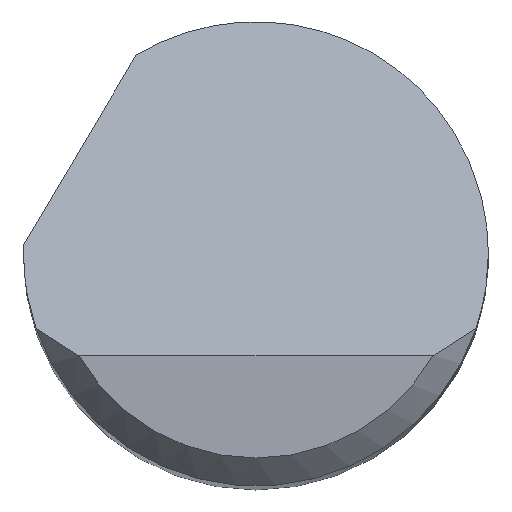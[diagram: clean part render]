
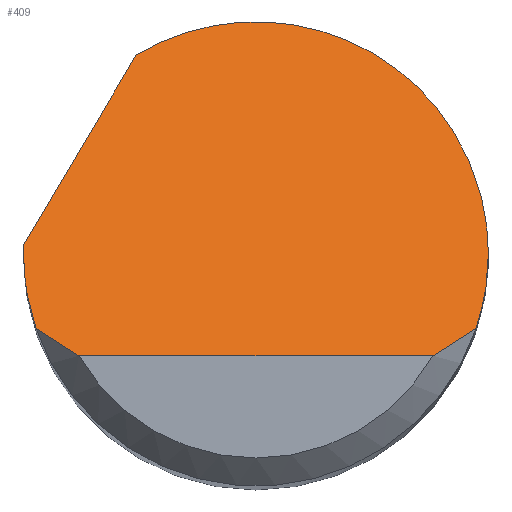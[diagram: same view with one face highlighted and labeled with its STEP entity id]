
A CAD part, top view. The second image highlights one B-rep face of the part: STEP entity #409.
In plain terms, the highlighted planar face has unit normal (0, 0.707, 0.707).
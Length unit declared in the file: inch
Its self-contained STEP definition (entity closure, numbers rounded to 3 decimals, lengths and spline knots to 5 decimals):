
#10 = CARTESIAN_POINT ( 'NONE',  ( -0.125, 0., 1.945 ) ) ;
#31 = CARTESIAN_POINT ( 'NONE',  ( 0., -0.055, 2. ) ) ;
#38 = EDGE_CURVE ( 'NONE', #513, #355, #374, .T. ) ;
#45 = CARTESIAN_POINT ( 'NONE',  ( -0.1249, 0.005, 1.94 ) ) ;
#47 = VERTEX_POINT ( 'NONE', #315 ) ;
#56 = CARTESIAN_POINT ( 'NONE',  ( -0.125, 0., 1.945 ) ) ;
#74 = ORIENTED_EDGE ( 'NONE', *, *, #554, .T. ) ;
#81 = ORIENTED_EDGE ( 'NONE', *, *, #38, .F. ) ;
#93 = VECTOR ( 'NONE', #357, 39.37008 ) ;
#122 = CARTESIAN_POINT ( 'NONE',  ( 0.11843, -0.04, 1.985 ) ) ;
#136 = CARTESIAN_POINT ( 'NONE',  ( 0.11843, -0.04, 1.985 ) ) ;
#138 = CARTESIAN_POINT ( 'NONE',  ( -0.1249, 0.005, 1.94 ) ) ;
#145 = CARTESIAN_POINT ( 'NONE',  ( -0.09526, -0.055, 2. ) ) ;
#151 = EDGE_CURVE ( 'NONE', #360, #762, #663, .T. ) ;
#157 = EDGE_CURVE ( 'NONE', #47, #525, #784, .T. ) ;
#203 = DIRECTION ( 'NONE',  ( 0.386, 0.652, -0.652 ) ) ;
#212 = EDGE_CURVE ( 'NONE', #47, #513, #468, .T. ) ;
#217 = CARTESIAN_POINT ( 'NONE',  ( -0.12279, -0.02708, 1.97208 ) ) ;
#231 = ORIENTED_EDGE ( 'NONE', *, *, #753, .F. ) ;
#240 = CARTESIAN_POINT ( 'NONE',  ( 0.10339, -0.05031, 1.99531 ) ) ;
#256 = CARTESIAN_POINT ( 'NONE',  ( -0.11843, -0.04, 1.985 ) ) ;
#257 = VERTEX_POINT ( 'NONE', #792 ) ;
#260 = CARTESIAN_POINT ( 'NONE',  ( -0.10339, -0.05031, 1.99531 ) ) ;
#282 = CARTESIAN_POINT ( 'NONE',  ( -0.11843, -0.04, 1.985 ) ) ;
#291 = CARTESIAN_POINT ( 'NONE',  ( -0.06437, 0.10715, 1.83785 ) ) ;
#298 = ORIENTED_EDGE ( 'NONE', *, *, #212, .F. ) ;
#306 = EDGE_LOOP ( 'NONE', ( #74, #605, #231, #790, #321, #81, #298, #379 ) ) ;
#315 = CARTESIAN_POINT ( 'NONE',  ( -0.11843, -0.04, 1.985 ) ) ;
#321 = ORIENTED_EDGE ( 'NONE', *, *, #770, .F. ) ;
#325 = CARTESIAN_POINT ( 'NONE',  ( -0.12497, 0.00333, 1.94167 ) ) ;
#355 = VERTEX_POINT ( 'NONE', #45 ) ;
#357 = DIRECTION ( 'NONE',  ( 1., 0., 0. ) ) ;
#360 = VERTEX_POINT ( 'NONE', #291 ) ;
#374 =( BOUNDED_CURVE ( )  B_SPLINE_CURVE ( 3, ( #56, #849, #325, #138 ),
 .UNSPECIFIED., .F., .F. ) 
 B_SPLINE_CURVE_WITH_KNOTS ( ( 4, 4 ),
 ( 4.71239, 4.7524 ),
 .UNSPECIFIED. ) 
 CURVE ( )  GEOMETRIC_REPRESENTATION_ITEM ( )  RATIONAL_B_SPLINE_CURVE ( ( 1., 1., 1., 1. ) ) 
 REPRESENTATION_ITEM ( '' )  );
#379 = ORIENTED_EDGE ( 'NONE', *, *, #157, .T. ) ;
#389 = CARTESIAN_POINT ( 'NONE',  ( -0.09526, -0.055, 2. ) ) ;
#409 = ADVANCED_FACE ( 'NONE', ( #469 ), #834, .F. ) ;
#415 = VECTOR ( 'NONE', #203, 39.37008 ) ;
#417 = AXIS2_PLACEMENT_3D ( 'NONE', #515, #845, #523 ) ;
#433 =( BOUNDED_CURVE ( )  B_SPLINE_CURVE ( 3, ( #786, #600, #735, #136 ),
 .UNSPECIFIED., .F., .F. ) 
 B_SPLINE_CURVE_WITH_KNOTS ( ( 4, 4 ),
 ( 1.5708, 1.89653 ),
 .UNSPECIFIED. ) 
 CURVE ( )  GEOMETRIC_REPRESENTATION_ITEM ( )  RATIONAL_B_SPLINE_CURVE ( ( 1., 0.991, 0.991, 1. ) ) 
 REPRESENTATION_ITEM ( '' )  );
#455 = CARTESIAN_POINT ( 'NONE',  ( 0.0296, 0.1636, 1.7814 ) ) ;
#468 =( BOUNDED_CURVE ( )  B_SPLINE_CURVE ( 3, ( #282, #217, #749, #752 ),
 .UNSPECIFIED., .F., .F. ) 
 B_SPLINE_CURVE_WITH_KNOTS ( ( 4, 4 ),
 ( 4.38666, 4.71239 ),
 .UNSPECIFIED. ) 
 CURVE ( )  GEOMETRIC_REPRESENTATION_ITEM ( )  RATIONAL_B_SPLINE_CURVE ( ( 1., 0.991, 0.991, 1. ) ) 
 REPRESENTATION_ITEM ( '' )  );
#469 = FACE_OUTER_BOUND ( 'NONE', #306, .T. ) ;
#503 = CARTESIAN_POINT ( 'NONE',  ( 0.11843, -0.04, 1.985 ) ) ;
#513 = VERTEX_POINT ( 'NONE', #10 ) ;
#515 = CARTESIAN_POINT ( 'NONE',  ( -0.125, -0.055, 2. ) ) ;
#518 = CARTESIAN_POINT ( 'NONE',  ( 0.11107, -0.04528, 1.99028 ) ) ;
#519 = CARTESIAN_POINT ( 'NONE',  ( 0.125, 0., 1.945 ) ) ;
#523 = DIRECTION ( 'NONE',  ( 0., 0.707, -0.707 ) ) ;
#525 = VERTEX_POINT ( 'NONE', #145 ) ;
#532 = CARTESIAN_POINT ( 'NONE',  ( 0.125, 0., 1.945 ) ) ;
#554 = EDGE_CURVE ( 'NONE', #525, #257, #689, .T. ) ;
#587 = CARTESIAN_POINT ( 'NONE',  ( 0.09526, -0.055, 2. ) ) ;
#600 = CARTESIAN_POINT ( 'NONE',  ( 0.125, -0.01363, 1.95863 ) ) ;
#605 = ORIENTED_EDGE ( 'NONE', *, *, #619, .T. ) ;
#619 = EDGE_CURVE ( 'NONE', #257, #635, #756, .T. ) ;
#635 = VERTEX_POINT ( 'NONE', #503 ) ;
#663 =( BOUNDED_CURVE ( )  B_SPLINE_CURVE ( 3, ( #713, #455, #835, #519 ),
 .UNSPECIFIED., .F., .F. ) 
 B_SPLINE_CURVE_WITH_KNOTS ( ( 4, 4 ),
 ( 5.74227, 7.85398 ),
 .UNSPECIFIED. ) 
 CURVE ( )  GEOMETRIC_REPRESENTATION_ITEM ( )  RATIONAL_B_SPLINE_CURVE ( ( 1., 0.662, 0.662, 1. ) ) 
 REPRESENTATION_ITEM ( '' )  );
#666 = CARTESIAN_POINT ( 'NONE',  ( -0.15516, -0.04606, 1.99106 ) ) ;
#689 = LINE ( 'NONE', #31, #93 ) ;
#713 = CARTESIAN_POINT ( 'NONE',  ( -0.06437, 0.10715, 1.83785 ) ) ;
#718 = CARTESIAN_POINT ( 'NONE',  ( -0.11107, -0.04528, 1.99028 ) ) ;
#735 = CARTESIAN_POINT ( 'NONE',  ( 0.12279, -0.02708, 1.97208 ) ) ;
#749 = CARTESIAN_POINT ( 'NONE',  ( -0.125, -0.01363, 1.95863 ) ) ;
#752 = CARTESIAN_POINT ( 'NONE',  ( -0.125, 0., 1.945 ) ) ;
#753 = EDGE_CURVE ( 'NONE', #762, #635, #433, .T. ) ;
#756 = B_SPLINE_CURVE_WITH_KNOTS ( 'NONE', 3,
 ( #587, #240, #518, #122 ),
 .UNSPECIFIED., .F., .F.,
 ( 4, 4 ),
 ( 0., 0.0008 ),
 .UNSPECIFIED. ) ;
#762 = VERTEX_POINT ( 'NONE', #532 ) ;
#770 = EDGE_CURVE ( 'NONE', #355, #360, #791, .T. ) ;
#784 = B_SPLINE_CURVE_WITH_KNOTS ( 'NONE', 3,
 ( #256, #718, #260, #389 ),
 .UNSPECIFIED., .F., .F.,
 ( 4, 4 ),
 ( 0., 0.0008 ),
 .UNSPECIFIED. ) ;
#786 = CARTESIAN_POINT ( 'NONE',  ( 0.125, 0., 1.945 ) ) ;
#790 = ORIENTED_EDGE ( 'NONE', *, *, #151, .F. ) ;
#791 = LINE ( 'NONE', #666, #415 ) ;
#792 = CARTESIAN_POINT ( 'NONE',  ( 0.09526, -0.055, 2. ) ) ;
#834 = PLANE ( 'NONE',  #417 ) ;
#835 = CARTESIAN_POINT ( 'NONE',  ( 0.125, 0.10961, 1.83539 ) ) ;
#845 = DIRECTION ( 'NONE',  ( 0., -0.707, -0.707 ) ) ;
#849 = CARTESIAN_POINT ( 'NONE',  ( -0.125, 0.00167, 1.94333 ) ) ;
